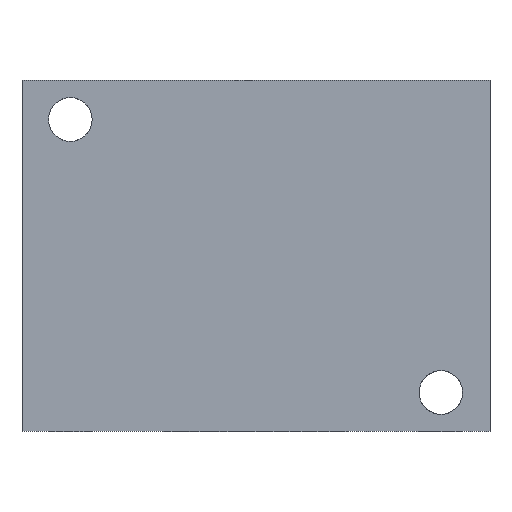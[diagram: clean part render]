
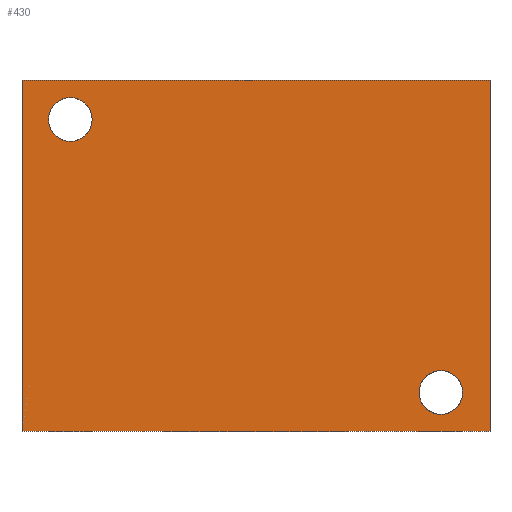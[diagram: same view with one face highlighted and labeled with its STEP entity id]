
A CAD part, front view. The second image highlights one B-rep face of the part: STEP entity #430.
In plain terms, the highlighted planar face has unit normal (0, -1, 0).
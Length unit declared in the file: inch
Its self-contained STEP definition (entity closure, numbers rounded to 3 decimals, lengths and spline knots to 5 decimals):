
#430 = ADVANCED_FACE( '', ( #908, #909, #910 ), #911, .F. );
#908 = FACE_BOUND( '', #1401, .T. );
#909 = FACE_BOUND( '', #1402, .T. );
#910 = FACE_OUTER_BOUND( '', #1403, .T. );
#911 = PLANE( '', #1404 );
#1401 = EDGE_LOOP( '', ( #2619 ) );
#1402 = EDGE_LOOP( '', ( #2620 ) );
#1403 = EDGE_LOOP( '', ( #2621, #2622, #2623, #2624 ) );
#1404 = AXIS2_PLACEMENT_3D( '', #2625, #2626, #2627 );
#2619 = ORIENTED_EDGE( '', *, *, #2750, .T. );
#2620 = ORIENTED_EDGE( '', *, *, #3178, .T. );
#2621 = ORIENTED_EDGE( '', *, *, #3227, .T. );
#2622 = ORIENTED_EDGE( '', *, *, #3224, .F. );
#2623 = ORIENTED_EDGE( '', *, *, #2893, .F. );
#2624 = ORIENTED_EDGE( '', *, *, #2904, .T. );
#2625 = CARTESIAN_POINT( '', ( 3., 0., 2.25 ) );
#2626 = DIRECTION( '', ( 0., 1., 0. ) );
#2627 = DIRECTION( '', ( 0., 0., 1. ) );
#2750 = EDGE_CURVE( '', #3250, #3250, #3251, .T. );
#2893 = EDGE_CURVE( '', #3493, #3495, #3496, .T. );
#2904 = EDGE_CURVE( '', #3493, #3512, #3514, .T. );
#3178 = EDGE_CURVE( '', #3911, #3911, #3912, .T. );
#3224 = EDGE_CURVE( '', #3495, #3964, #3966, .T. );
#3227 = EDGE_CURVE( '', #3512, #3964, #3969, .T. );
#3250 = VERTEX_POINT( '', #3992 );
#3251 = CIRCLE( '', #3993, 0.14 );
#3493 = VERTEX_POINT( '', #4318 );
#3495 = VERTEX_POINT( '', #4321 );
#3496 = LINE( '', #4322, #4323 );
#3512 = VERTEX_POINT( '', #4341 );
#3514 = LINE( '', #4344, #4345 );
#3911 = VERTEX_POINT( '', #4882 );
#3912 = CIRCLE( '', #4883, 0.14 );
#3964 = VERTEX_POINT( '', #4946 );
#3966 = LINE( '', #4949, #4950 );
#3969 = LINE( '', #4953, #4954 );
#3992 = CARTESIAN_POINT( '', ( 2.825, 0., 0.25 ) );
#3993 = AXIS2_PLACEMENT_3D( '', #4978, #4979, #4980 );
#4318 = CARTESIAN_POINT( '', ( 3., 0., 2.25 ) );
#4321 = CARTESIAN_POINT( '', ( 3., 0., 0. ) );
#4322 = CARTESIAN_POINT( '', ( 3., 0., 2.25 ) );
#4323 = VECTOR( '', #5146, 39.37008 );
#4341 = CARTESIAN_POINT( '', ( 0., 0., 2.25 ) );
#4344 = CARTESIAN_POINT( '', ( 3., 0., 2.25 ) );
#4345 = VECTOR( '', #5165, 39.37008 );
#4882 = CARTESIAN_POINT( '', ( 0.45, 0., 2. ) );
#4883 = AXIS2_PLACEMENT_3D( '', #5498, #5499, #5500 );
#4946 = CARTESIAN_POINT( '', ( 0., 0., 0. ) );
#4949 = CARTESIAN_POINT( '', ( 3., 0., 0. ) );
#4950 = VECTOR( '', #5537, 39.37008 );
#4953 = CARTESIAN_POINT( '', ( 0., 0., 2.25 ) );
#4954 = VECTOR( '', #5538, 39.37008 );
#4978 = CARTESIAN_POINT( '', ( 2.685, 0., 0.25 ) );
#4979 = DIRECTION( '', ( 0., 1., 0. ) );
#4980 = DIRECTION( '', ( 1., 0., 0. ) );
#5146 = DIRECTION( '', ( 0., 0., -1. ) );
#5165 = DIRECTION( '', ( -1., 0., 0. ) );
#5498 = CARTESIAN_POINT( '', ( 0.31, 0., 2. ) );
#5499 = DIRECTION( '', ( 0., 1., 0. ) );
#5500 = DIRECTION( '', ( 1., 0., 0. ) );
#5537 = DIRECTION( '', ( -1., 0., 0. ) );
#5538 = DIRECTION( '', ( 0., 0., -1. ) );
